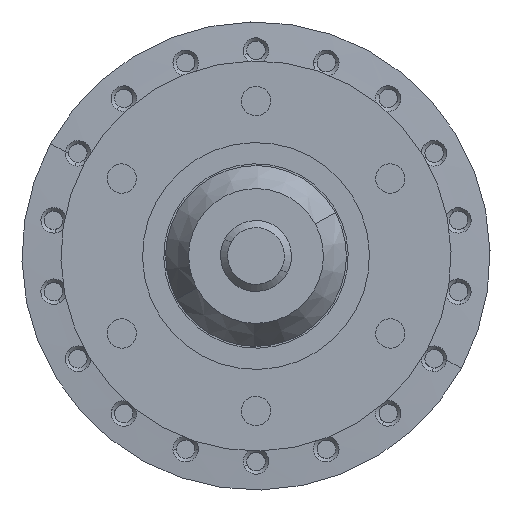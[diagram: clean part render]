
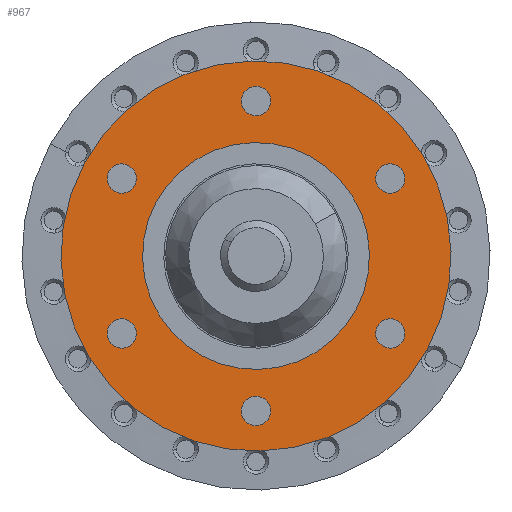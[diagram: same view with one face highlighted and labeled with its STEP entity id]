
A CAD part, left-side view. The second image highlights one B-rep face of the part: STEP entity #967.
In plain terms, the highlighted planar face has unit normal (-1, 0, 0).
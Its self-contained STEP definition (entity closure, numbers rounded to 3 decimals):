
#793=CARTESIAN_POINT('Vertex',(2.,-24.134,-13.184)) ;
#796=CARTESIAN_POINT('Axis2P3D Location',(2.,0.,0.)) ;
#800=CARTESIAN_POINT('Vertex',(2.,24.134,13.184)) ;
#820=CARTESIAN_POINT('Axis2P3D Location',(2.,0.,0.)) ;
#832=CARTESIAN_POINT('Axis2P3D Location',(2.,16.,0.)) ;
#841=CARTESIAN_POINT('Axis2P3D Location',(2.,0.,21.85)) ;
#845=CARTESIAN_POINT('Vertex',(2.,-1.814,20.859)) ;
#847=CARTESIAN_POINT('Vertex',(2.,1.814,22.841)) ;
#850=CARTESIAN_POINT('Axis2P3D Location',(2.,0.,21.85)) ;
#859=CARTESIAN_POINT('Axis2P3D Location',(2.,0.,0.)) ;
#863=CARTESIAN_POINT('Vertex',(2.,-14.041,-7.671)) ;
#865=CARTESIAN_POINT('Vertex',(2.,14.041,7.671)) ;
#868=CARTESIAN_POINT('Axis2P3D Location',(2.,0.,0.)) ;
#877=CARTESIAN_POINT('Axis2P3D Location',(2.,-18.923,10.925)) ;
#881=CARTESIAN_POINT('Vertex',(2.,-18.971,8.859)) ;
#883=CARTESIAN_POINT('Vertex',(2.,-18.874,12.991)) ;
#886=CARTESIAN_POINT('Axis2P3D Location',(2.,-18.923,10.925)) ;
#895=CARTESIAN_POINT('Axis2P3D Location',(2.,-18.923,-10.925)) ;
#899=CARTESIAN_POINT('Vertex',(2.,-17.157,-12.)) ;
#901=CARTESIAN_POINT('Vertex',(2.,-20.688,-9.85)) ;
#904=CARTESIAN_POINT('Axis2P3D Location',(2.,-18.923,-10.925)) ;
#913=CARTESIAN_POINT('Axis2P3D Location',(2.,0.,-21.85)) ;
#917=CARTESIAN_POINT('Vertex',(2.,1.814,-20.859)) ;
#919=CARTESIAN_POINT('Vertex',(2.,-1.814,-22.841)) ;
#922=CARTESIAN_POINT('Axis2P3D Location',(2.,0.,-21.85)) ;
#931=CARTESIAN_POINT('Axis2P3D Location',(2.,18.923,-10.925)) ;
#935=CARTESIAN_POINT('Vertex',(2.,18.971,-8.859)) ;
#937=CARTESIAN_POINT('Vertex',(2.,18.874,-12.991)) ;
#940=CARTESIAN_POINT('Axis2P3D Location',(2.,18.923,-10.925)) ;
#949=CARTESIAN_POINT('Axis2P3D Location',(2.,18.923,10.925)) ;
#953=CARTESIAN_POINT('Vertex',(2.,17.157,12.)) ;
#955=CARTESIAN_POINT('Vertex',(2.,20.688,9.85)) ;
#958=CARTESIAN_POINT('Axis2P3D Location',(2.,18.923,10.925)) ;
#797=DIRECTION('Axis2P3D Direction',(1.,0.,0.)) ;
#821=DIRECTION('Axis2P3D Direction',(1.,0.,0.)) ;
#833=DIRECTION('Axis2P3D Direction',(1.,0.,0.)) ;
#834=DIRECTION('Axis2P3D XDirection',(0.,1.,0.)) ;
#842=DIRECTION('Axis2P3D Direction',(1.,0.,0.)) ;
#851=DIRECTION('Axis2P3D Direction',(1.,0.,0.)) ;
#860=DIRECTION('Axis2P3D Direction',(1.,0.,0.)) ;
#869=DIRECTION('Axis2P3D Direction',(1.,0.,0.)) ;
#878=DIRECTION('Axis2P3D Direction',(1.,0.,0.)) ;
#887=DIRECTION('Axis2P3D Direction',(1.,0.,0.)) ;
#896=DIRECTION('Axis2P3D Direction',(1.,0.,0.)) ;
#905=DIRECTION('Axis2P3D Direction',(1.,0.,0.)) ;
#914=DIRECTION('Axis2P3D Direction',(1.,0.,0.)) ;
#923=DIRECTION('Axis2P3D Direction',(1.,0.,0.)) ;
#932=DIRECTION('Axis2P3D Direction',(1.,0.,0.)) ;
#941=DIRECTION('Axis2P3D Direction',(1.,0.,0.)) ;
#950=DIRECTION('Axis2P3D Direction',(1.,0.,0.)) ;
#959=DIRECTION('Axis2P3D Direction',(1.,0.,0.)) ;
#798=AXIS2_PLACEMENT_3D('Circle Axis2P3D',#796,#797,$) ;
#822=AXIS2_PLACEMENT_3D('Circle Axis2P3D',#820,#821,$) ;
#835=AXIS2_PLACEMENT_3D('Plane Axis2P3D',#832,#833,#834) ;
#843=AXIS2_PLACEMENT_3D('Circle Axis2P3D',#841,#842,$) ;
#852=AXIS2_PLACEMENT_3D('Circle Axis2P3D',#850,#851,$) ;
#861=AXIS2_PLACEMENT_3D('Circle Axis2P3D',#859,#860,$) ;
#870=AXIS2_PLACEMENT_3D('Circle Axis2P3D',#868,#869,$) ;
#879=AXIS2_PLACEMENT_3D('Circle Axis2P3D',#877,#878,$) ;
#888=AXIS2_PLACEMENT_3D('Circle Axis2P3D',#886,#887,$) ;
#897=AXIS2_PLACEMENT_3D('Circle Axis2P3D',#895,#896,$) ;
#906=AXIS2_PLACEMENT_3D('Circle Axis2P3D',#904,#905,$) ;
#915=AXIS2_PLACEMENT_3D('Circle Axis2P3D',#913,#914,$) ;
#924=AXIS2_PLACEMENT_3D('Circle Axis2P3D',#922,#923,$) ;
#933=AXIS2_PLACEMENT_3D('Circle Axis2P3D',#931,#932,$) ;
#942=AXIS2_PLACEMENT_3D('Circle Axis2P3D',#940,#941,$) ;
#951=AXIS2_PLACEMENT_3D('Circle Axis2P3D',#949,#950,$) ;
#960=AXIS2_PLACEMENT_3D('Circle Axis2P3D',#958,#959,$) ;
#838=ORIENTED_EDGE('',*,*,#824,.F.) ;
#839=ORIENTED_EDGE('',*,*,#802,.F.) ;
#856=ORIENTED_EDGE('',*,*,#849,.T.) ;
#857=ORIENTED_EDGE('',*,*,#854,.T.) ;
#874=ORIENTED_EDGE('',*,*,#867,.T.) ;
#875=ORIENTED_EDGE('',*,*,#872,.T.) ;
#892=ORIENTED_EDGE('',*,*,#885,.T.) ;
#893=ORIENTED_EDGE('',*,*,#890,.T.) ;
#910=ORIENTED_EDGE('',*,*,#903,.T.) ;
#911=ORIENTED_EDGE('',*,*,#908,.T.) ;
#928=ORIENTED_EDGE('',*,*,#921,.T.) ;
#929=ORIENTED_EDGE('',*,*,#926,.T.) ;
#946=ORIENTED_EDGE('',*,*,#939,.T.) ;
#947=ORIENTED_EDGE('',*,*,#944,.T.) ;
#964=ORIENTED_EDGE('',*,*,#957,.T.) ;
#965=ORIENTED_EDGE('',*,*,#962,.T.) ;
#858=FACE_BOUND('',#855,.T.) ;
#876=FACE_BOUND('',#873,.T.) ;
#894=FACE_BOUND('',#891,.T.) ;
#912=FACE_BOUND('',#909,.T.) ;
#930=FACE_BOUND('',#927,.T.) ;
#948=FACE_BOUND('',#945,.T.) ;
#966=FACE_BOUND('',#963,.T.) ;
#967=ADVANCED_FACE('PartBody',(#840,#858,#876,#894,#912,#930,#948,#966),#836,.F.) ;
#799=CIRCLE('generated circle',#798,27.5) ;
#823=CIRCLE('generated circle',#822,27.5) ;
#844=CIRCLE('generated circle',#843,2.067) ;
#853=CIRCLE('generated circle',#852,2.067) ;
#862=CIRCLE('generated circle',#861,16.) ;
#871=CIRCLE('generated circle',#870,16.) ;
#880=CIRCLE('generated circle',#879,2.067) ;
#889=CIRCLE('generated circle',#888,2.067) ;
#898=CIRCLE('generated circle',#897,2.067) ;
#907=CIRCLE('generated circle',#906,2.067) ;
#916=CIRCLE('generated circle',#915,2.067) ;
#925=CIRCLE('generated circle',#924,2.067) ;
#934=CIRCLE('generated circle',#933,2.067) ;
#943=CIRCLE('generated circle',#942,2.067) ;
#952=CIRCLE('generated circle',#951,2.067) ;
#961=CIRCLE('generated circle',#960,2.067) ;
#802=EDGE_CURVE('',#794,#801,#799,.T.) ;
#824=EDGE_CURVE('',#801,#794,#823,.T.) ;
#849=EDGE_CURVE('',#846,#848,#844,.T.) ;
#854=EDGE_CURVE('',#848,#846,#853,.T.) ;
#867=EDGE_CURVE('',#864,#866,#862,.T.) ;
#872=EDGE_CURVE('',#866,#864,#871,.T.) ;
#885=EDGE_CURVE('',#882,#884,#880,.T.) ;
#890=EDGE_CURVE('',#884,#882,#889,.T.) ;
#903=EDGE_CURVE('',#900,#902,#898,.T.) ;
#908=EDGE_CURVE('',#902,#900,#907,.T.) ;
#921=EDGE_CURVE('',#918,#920,#916,.T.) ;
#926=EDGE_CURVE('',#920,#918,#925,.T.) ;
#939=EDGE_CURVE('',#936,#938,#934,.T.) ;
#944=EDGE_CURVE('',#938,#936,#943,.T.) ;
#957=EDGE_CURVE('',#954,#956,#952,.T.) ;
#962=EDGE_CURVE('',#956,#954,#961,.T.) ;
#837=EDGE_LOOP('',(#838,#839)) ;
#855=EDGE_LOOP('',(#856,#857)) ;
#873=EDGE_LOOP('',(#874,#875)) ;
#891=EDGE_LOOP('',(#892,#893)) ;
#909=EDGE_LOOP('',(#910,#911)) ;
#927=EDGE_LOOP('',(#928,#929)) ;
#945=EDGE_LOOP('',(#946,#947)) ;
#963=EDGE_LOOP('',(#964,#965)) ;
#840=FACE_OUTER_BOUND('',#837,.T.) ;
#836=PLANE('',#835) ;
#794=VERTEX_POINT('',#793) ;
#801=VERTEX_POINT('',#800) ;
#846=VERTEX_POINT('',#845) ;
#848=VERTEX_POINT('',#847) ;
#864=VERTEX_POINT('',#863) ;
#866=VERTEX_POINT('',#865) ;
#882=VERTEX_POINT('',#881) ;
#884=VERTEX_POINT('',#883) ;
#900=VERTEX_POINT('',#899) ;
#902=VERTEX_POINT('',#901) ;
#918=VERTEX_POINT('',#917) ;
#920=VERTEX_POINT('',#919) ;
#936=VERTEX_POINT('',#935) ;
#938=VERTEX_POINT('',#937) ;
#954=VERTEX_POINT('',#953) ;
#956=VERTEX_POINT('',#955) ;
